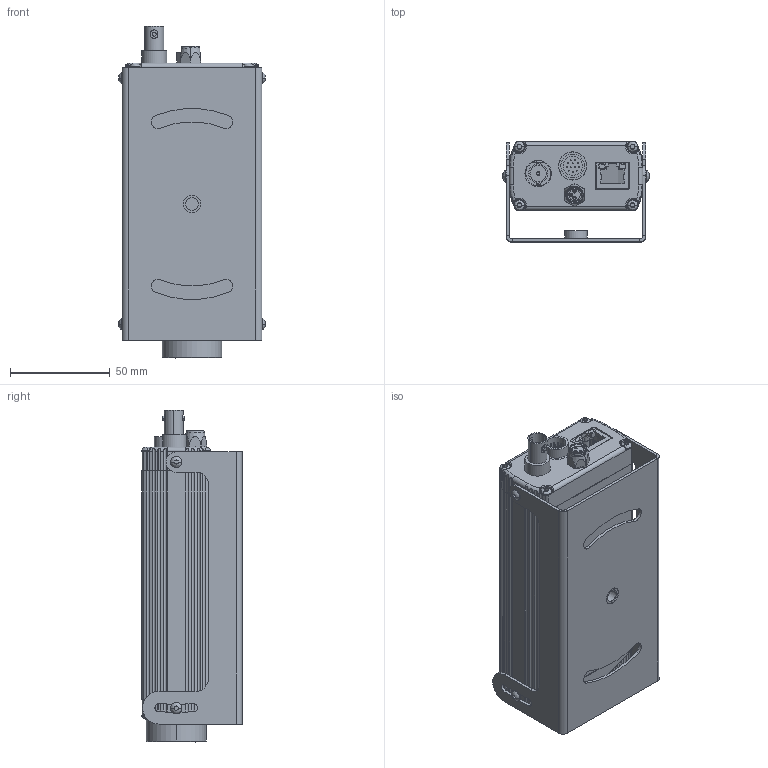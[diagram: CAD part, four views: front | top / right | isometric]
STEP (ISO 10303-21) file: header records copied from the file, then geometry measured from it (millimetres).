
FILE_DESCRIPTION((''),'2;1');
FILE_NAME('144671_ASM','2016-05-20T',('PDMAdmin'),(''),'PRO/ENGINEER BY PARAMETRIC TECHNOLOGY CORPORATION, 2016010','PRO/ENGINEER BY PARAMETRIC TECHNOLOGY CORPORATION, 2016010','');
FILE_SCHEMA(('CONFIG_CONTROL_DESIGN'));
Length unit declared in the file: inch
Products named in the file (39): 126126_AF0; 117886_AF0; 117741_AF0; 117741_AF1; 117741_AF2; 117741_AF3; 117884_AF0; 116873_AF1; 134315_AF0; 306_00249_14_0_AF0; 306_00249_14_0_AF1; 306_00249_14_0_AF2; 134318_AF0_ASM; 134314; 116873_WIRE_AF0; 116873_WIRE_AF1; 116873_WIRE_AF2; 116873_O_RING_AF0; 116873_NUT_AF0; 116873_AF0_ASM; 130277_AF0; 117741_AF4; 117741_AF5; 117741_AF6; 117741_AF7; 117361_AF1; S-0420-0; 117361_AF0_ASM; M3X10_HEX_BHCS_AF0; M3X10_HEX_BHCS; M3X10_HEX_BHCS_AF1; P4_CAMERA_INLINE_LABEL; 59457_AF0; SMRJ45_AF0; 118188_AF0; 118188_AF1; 118188_AF2; 130884_WEB_AF0_ASM; 144671_ASM
Assembly tree (39 placements, depth 5):
  144671_ASM
    130884_WEB_AF0_ASM
      126126_AF0
      117886_AF0
      117741_AF0
      117741_AF1
      117741_AF2
      117741_AF3
      117884_AF0
      116873_AF0_ASM
        116873_AF1
        134318_AF0_ASM
          134315_AF0
          306_00249_14_0_AF0
          306_00249_14_0_AF1
          306_00249_14_0_AF2
        134314
        116873_WIRE_AF0
        116873_WIRE_AF1
        116873_WIRE_AF2
        116873_O_RING_AF0
        116873_NUT_AF0
      130277_AF0
      117741_AF4
      117741_AF5
      117741_AF6
      117741_AF7
      117361_AF0_ASM
        117361_AF1
        S-0420-0
      M3X10_HEX_BHCS_AF0
      M3X10_HEX_BHCS  x2
      M3X10_HEX_BHCS_AF1
      P4_CAMERA_INLINE_LABEL
      59457_AF0
      SMRJ45_AF0
      118188_AF0
      118188_AF1
      118188_AF2
Bounding box: 73.28 x 50.24 x 166.11 mm (x, y, z)
Volume: 101486.4 mm3; surface area: 117438.1 mm2
Topology: 30 solids, 48 shells, 1730 faces, 4450 edges, 2855 vertices
Faces by surface type: cylinder 840, plane 621, bspline 158, torus 60, cone 49, sphere 2
Entity records: 74232 total; most frequent: CARTESIAN_POINT 31331, DIRECTION 9138, ORIENTED_EDGE 8712, EDGE_CURVE 4392, AXIS2_PLACEMENT_3D 3497, VERTEX_POINT 2831, VECTOR 2144, LINE 2144
